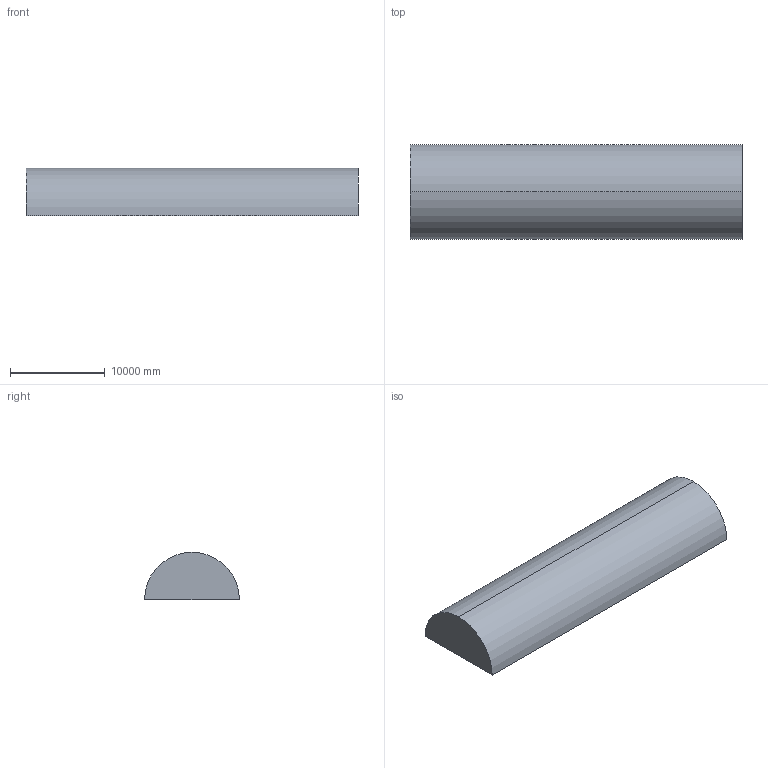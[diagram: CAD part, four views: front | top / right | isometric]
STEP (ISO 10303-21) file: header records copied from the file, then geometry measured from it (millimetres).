
FILE_DESCRIPTION (( 'STEP AP203' ), '1' );
FILE_NAME ('CFDforebodySWstep.STEP', '2025-07-24T03:49:00', ( '' ), ( '' ), 'SwSTEP 2.0', 'SolidWorks 2024', '' );
FILE_SCHEMA (( 'CONFIG_CONTROL_DESIGN' ));
Length unit declared in the file: millimetre
Products named in the file (1): CFDforebodySWstep
Bounding box: 35000 x 10000 x 5000 mm (x, y, z)
Volume: 1374530156297.3 mm3; surface area: 980768845.6 mm2
Topology: 3 solids, 3 shells, 18 faces, 37 edges, 22 vertices
Faces by surface type: plane 7, cylinder 6, torus 4, sphere 1
Entity records: 536 total; most frequent: DIRECTION 93, CARTESIAN_POINT 75, ORIENTED_EDGE 68, AXIS2_PLACEMENT_3D 40, EDGE_CURVE 34, VERTEX_POINT 22, CIRCLE 21, ADVANCED_FACE 18
